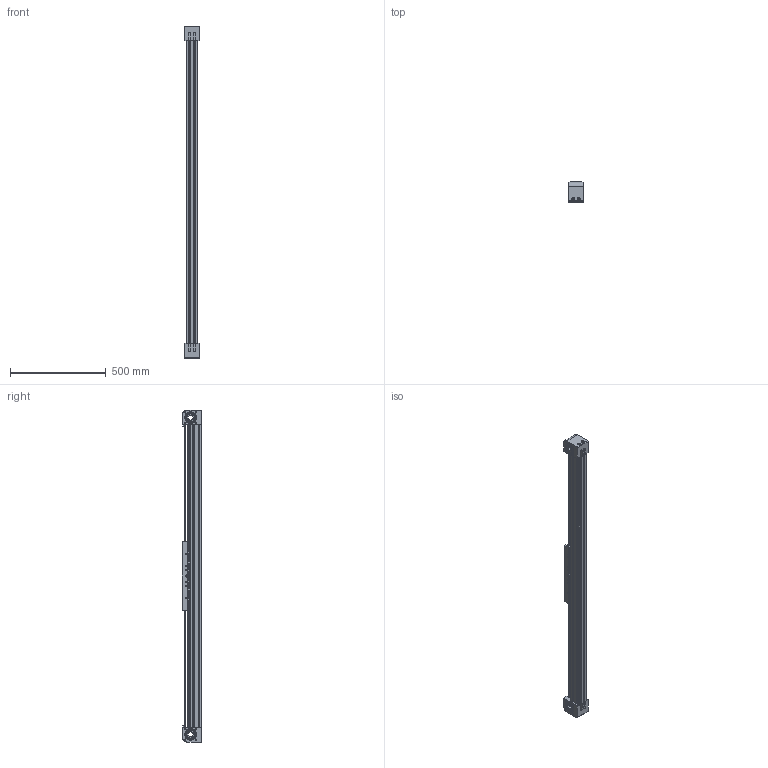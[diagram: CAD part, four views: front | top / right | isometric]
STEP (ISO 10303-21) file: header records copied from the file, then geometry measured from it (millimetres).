
FILE_DESCRIPTION (( 'STEP AP214' ), '1' );
FILE_NAME ('BLM60-1200.STEP', '2023-02-28T08:34:28', ( '' ), ( '' ), 'SwSTEP 2.0', 'SolidWorks 2023', '' );
FILE_SCHEMA (( 'AUTOMOTIVE_DESIGN' ));
Length unit declared in the file: millimetre
Products named in the file (1): BLM60-1200
Bounding box: 80 x 104 x 1736 mm (x, y, z)
Volume: 6615083.1 mm3; surface area: 1399413.5 mm2
Topology: 117 solids, 117 shells, 4179 faces, 11414 edges, 7400 vertices
Faces by surface type: plane 2209, cylinder 1602, torus 176, sphere 116, cone 52, bspline 24
Entity records: 182154 total; most frequent: CARTESIAN_POINT 27524, DIRECTION 22936, ORIENTED_EDGE 22124, EDGE_CURVE 11062, AXIS2_PLACEMENT_3D 7884, VERTEX_POINT 7288, VECTOR 7168, LINE 7168
